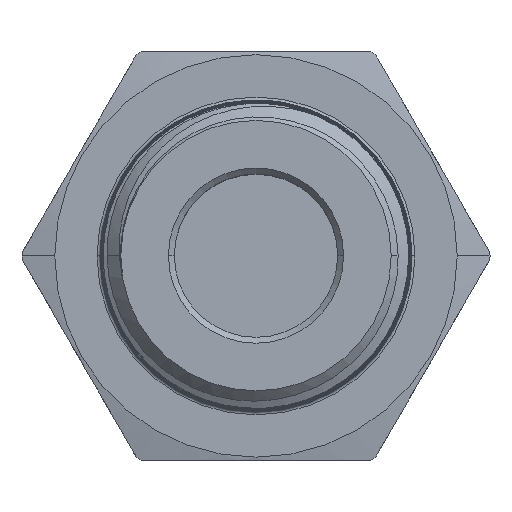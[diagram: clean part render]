
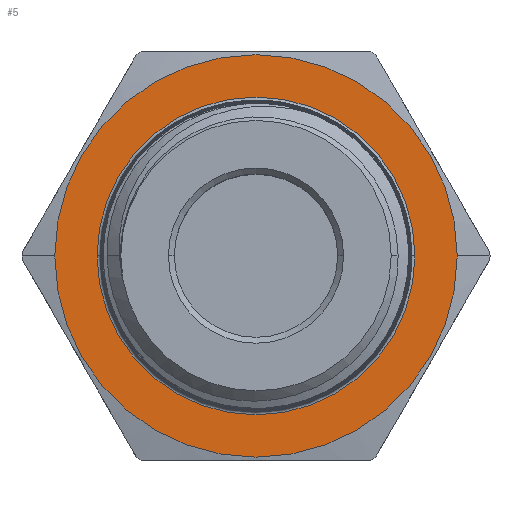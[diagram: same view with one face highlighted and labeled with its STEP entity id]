
A CAD part, top view. The second image highlights one B-rep face of the part: STEP entity #5.
In plain terms, the highlighted planar face has unit normal (0, 0, 1).
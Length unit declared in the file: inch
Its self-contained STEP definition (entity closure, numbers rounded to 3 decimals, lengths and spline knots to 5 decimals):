
#5 = ADVANCED_FACE ( 'NONE', ( #1163, #1167 ), #5441, .T. ) ;
#227 = DIRECTION ( 'NONE',  ( 1., 0., 0. ) ) ;
#260 = EDGE_LOOP ( 'NONE', ( #925, #926 ) ) ;
#262 = EDGE_LOOP ( 'NONE', ( #923, #924 ) ) ;
#550 = AXIS2_PLACEMENT_3D ( 'NONE', #3252, #3253, #3254 ) ;
#551 = AXIS2_PLACEMENT_3D ( 'NONE', #3255, #3256, #3257 ) ;
#569 = AXIS2_PLACEMENT_3D ( 'NONE', #3665, #3666, #3667 ) ;
#581 = AXIS2_PLACEMENT_3D ( 'NONE', #3741, #3742, #3743 ) ;
#727 = CIRCLE ( 'NONE', #550, 0.6775 ) ;
#733 = CIRCLE ( 'NONE', #551, 0.535 ) ;
#792 = CIRCLE ( 'NONE', #569, 0.535 ) ;
#814 = CIRCLE ( 'NONE', #581, 0.6775 ) ;
#923 = ORIENTED_EDGE ( 'NONE', *, *, #1931, .F. ) ;
#924 = ORIENTED_EDGE ( 'NONE', *, *, #1863, .F. ) ;
#925 = ORIENTED_EDGE ( 'NONE', *, *, #1912, .T. ) ;
#926 = ORIENTED_EDGE ( 'NONE', *, *, #1864, .T. ) ;
#1140 = VERTEX_POINT ( 'NONE', #3162 ) ;
#1142 = VERTEX_POINT ( 'NONE', #3164 ) ;
#1147 = VERTEX_POINT ( 'NONE', #3169 ) ;
#1148 = VERTEX_POINT ( 'NONE', #3170 ) ;
#1163 = FACE_OUTER_BOUND ( 'NONE', #262, .T. ) ;
#1167 = FACE_BOUND ( 'NONE', #260, .T. ) ;
#1863 = EDGE_CURVE ( 'NONE', #1142, #1140, #727, .T. ) ;
#1864 = EDGE_CURVE ( 'NONE', #1147, #1148, #733, .T. ) ;
#1912 = EDGE_CURVE ( 'NONE', #1148, #1147, #792, .T. ) ;
#1931 = EDGE_CURVE ( 'NONE', #1140, #1142, #814, .T. ) ;
#1969 = AXIS2_PLACEMENT_3D ( 'NONE', #5402, #5399, #227 ) ;
#3162 = CARTESIAN_POINT ( 'NONE',  ( -0.6775, 0., 0.19 ) ) ;
#3164 = CARTESIAN_POINT ( 'NONE',  ( 0.6775, 0., 0.19 ) ) ;
#3169 = CARTESIAN_POINT ( 'NONE',  ( -0.535, 0., 0.19 ) ) ;
#3170 = CARTESIAN_POINT ( 'NONE',  ( 0.535, 0., 0.19 ) ) ;
#3252 = CARTESIAN_POINT ( 'NONE',  ( 0., 0., 0.19 ) ) ;
#3253 = DIRECTION ( 'NONE',  ( 0., 0., -1. ) ) ;
#3254 = DIRECTION ( 'NONE',  ( -1., 0., 0. ) ) ;
#3255 = CARTESIAN_POINT ( 'NONE',  ( 0., 0., 0.19 ) ) ;
#3256 = DIRECTION ( 'NONE',  ( 0., 0., -1. ) ) ;
#3257 = DIRECTION ( 'NONE',  ( 1., 0., 0. ) ) ;
#3665 = CARTESIAN_POINT ( 'NONE',  ( 0., 0., 0.19 ) ) ;
#3666 = DIRECTION ( 'NONE',  ( 0., 0., -1. ) ) ;
#3667 = DIRECTION ( 'NONE',  ( 1., 0., 0. ) ) ;
#3741 = CARTESIAN_POINT ( 'NONE',  ( 0., 0., 0.19 ) ) ;
#3742 = DIRECTION ( 'NONE',  ( 0., 0., -1. ) ) ;
#3743 = DIRECTION ( 'NONE',  ( -1., 0., 0. ) ) ;
#5399 = DIRECTION ( 'NONE',  ( 0., 0., 1. ) ) ;
#5402 = CARTESIAN_POINT ( 'NONE',  ( -0.39693, -0.6875, 0.19 ) ) ;
#5441 = PLANE ( 'NONE',  #1969 ) ;
